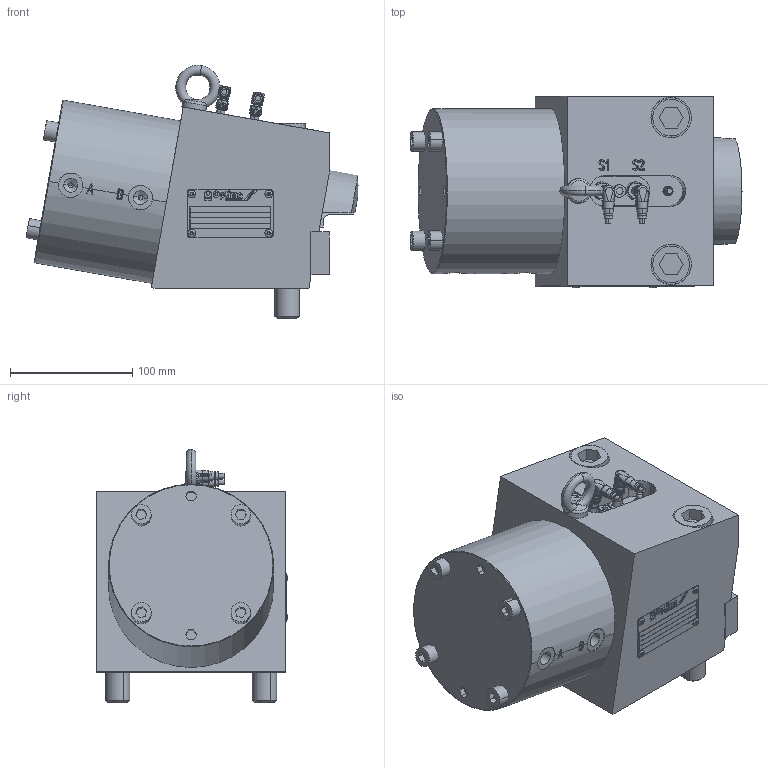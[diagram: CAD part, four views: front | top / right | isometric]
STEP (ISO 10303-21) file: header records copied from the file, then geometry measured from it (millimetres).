
FILE_DESCRIPTION(('STEP AP214'),'1');
FILE_NAME('38440101_HBS_100_60.stp','2019-01-24T07:03:25',(' '),(' '),'Spatial InterOp 3D',' ',' ');
FILE_SCHEMA(('automotive_design'));
Length unit declared in the file: millimetre
Products named in the file (10): 1; 2; 3; 4; 5; 6; 7; 8; din_580-m8-st; 9
Bounding box: 271.5 x 156.5 x 207.27 mm (x, y, z)
Volume: 3749631.6 mm3; surface area: 346648.9 mm2
Topology: 10 solids, 29 shells, 2132 faces, 5535 edges, 3553 vertices
Faces by surface type: plane 1071, cylinder 626, cone 167, extrusion 133, torus 99, sphere 28, bspline 4, revolution 4
Entity records: 87173 total; most frequent: CARTESIAN_POINT 18489, ORIENTED_EDGE 10926, DIRECTION 10373, EDGE_CURVE 5463, AXIS2_PLACEMENT_3D 3678, VERTEX_POINT 3553, VECTOR 3013, LINE 2880
